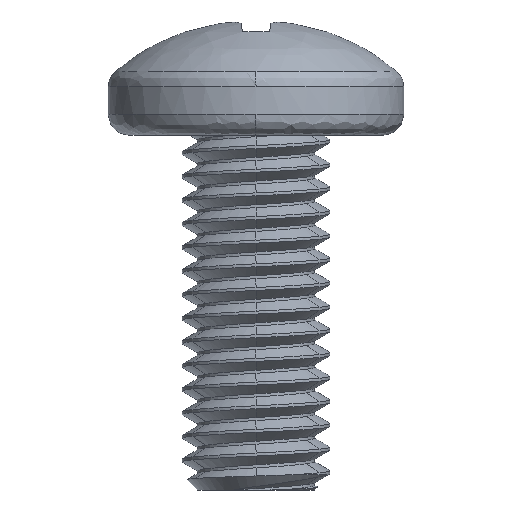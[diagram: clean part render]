
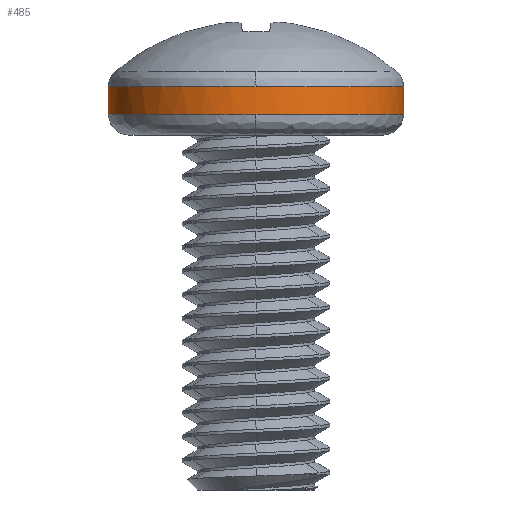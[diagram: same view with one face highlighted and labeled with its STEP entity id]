
A CAD part, front view. The second image highlights one B-rep face of the part: STEP entity #485.
In plain terms, the highlighted cylindrical face has radius 5 mm (diameter 10 mm), a partial arc.
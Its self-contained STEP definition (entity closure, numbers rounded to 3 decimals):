
#162=AXIS2_PLACEMENT_3D('Cylinder Axis2P3D',#159,#160,#161) ;
#474=AXIS2_PLACEMENT_3D('Circle Axis2P3D',#472,#473,$) ;
#53=CARTESIAN_POINT('Vertex',(-5.,0.,12.702)) ;
#135=CARTESIAN_POINT('Vertex',(0.,-5.,12.702)) ;
#139=CARTESIAN_POINT('Control Point',(-5.,0.,12.702)) ;
#140=CARTESIAN_POINT('Control Point',(-5.,-3.333,12.702)) ;
#141=CARTESIAN_POINT('Control Point',(-2.5,-5.,12.702)) ;
#142=CARTESIAN_POINT('Control Point',(0.,-5.,12.702)) ;
#159=CARTESIAN_POINT('Axis2P3D Location',(0.,0.,0.)) ;
#168=CARTESIAN_POINT('Vertex',(-5.,0.,13.633)) ;
#177=CARTESIAN_POINT('Vertex',(5.,0.,13.633)) ;
#180=CARTESIAN_POINT('Line Origine',(5.,0.,0.)) ;
#184=CARTESIAN_POINT('Vertex',(5.,0.,12.702)) ;
#192=CARTESIAN_POINT('Line Origine',(-5.,0.,0.)) ;
#224=CARTESIAN_POINT('Control Point',(0.,-5.,12.702)) ;
#225=CARTESIAN_POINT('Control Point',(2.5,-5.,12.702)) ;
#226=CARTESIAN_POINT('Control Point',(5.,-3.333,12.702)) ;
#227=CARTESIAN_POINT('Control Point',(5.,0.,12.702)) ;
#463=CARTESIAN_POINT('Control Point',(5.,0.,13.633)) ;
#464=CARTESIAN_POINT('Control Point',(5.,-1.571,13.633)) ;
#465=CARTESIAN_POINT('Control Point',(4.385,-3.143,13.633)) ;
#466=CARTESIAN_POINT('Control Point',(3.143,-4.385,13.633)) ;
#467=CARTESIAN_POINT('Control Point',(1.571,-5.,13.633)) ;
#468=CARTESIAN_POINT('Control Point',(0.,-5.,13.633)) ;
#469=CARTESIAN_POINT('Vertex',(0.,-5.,13.633)) ;
#472=CARTESIAN_POINT('Axis2P3D Location',(0.,0.,13.633)) ;
#160=DIRECTION('Axis2P3D Direction',(-0.,0.,-1.)) ;
#161=DIRECTION('Axis2P3D XDirection',(-1.,0.,0.)) ;
#181=DIRECTION('Vector Direction',(0.,0.,-1.)) ;
#193=DIRECTION('Vector Direction',(0.,0.,-1.)) ;
#473=DIRECTION('Axis2P3D Direction',(-0.,0.,-1.)) ;
#182=VECTOR('Line Direction',#181,1.) ;
#194=VECTOR('Line Direction',#193,1.) ;
#478=ORIENTED_EDGE('',*,*,#186,.F.) ;
#479=ORIENTED_EDGE('',*,*,#471,.T.) ;
#480=ORIENTED_EDGE('',*,*,#476,.T.) ;
#481=ORIENTED_EDGE('',*,*,#196,.T.) ;
#482=ORIENTED_EDGE('',*,*,#143,.F.) ;
#483=ORIENTED_EDGE('',*,*,#228,.F.) ;
#485=ADVANCED_FACE('Split Line1',(#484),#163,.T.) ;
#462=B_SPLINE_CURVE_WITH_KNOTS('',5,(#463,#464,#465,#466,#467,#468),.UNSPECIFIED.,.F.,.U.,(6,6),(-3.927,3.927),.UNSPECIFIED.) ;
#475=CIRCLE('generated circle',#474,5.) ;
#163=CYLINDRICAL_SURFACE('generated cylinder',#162,5.) ;
#143=EDGE_CURVE('',#136,#54,#138,.F.) ;
#186=EDGE_CURVE('',#178,#185,#183,.T.) ;
#196=EDGE_CURVE('',#169,#54,#195,.T.) ;
#228=EDGE_CURVE('',#185,#136,#223,.F.) ;
#471=EDGE_CURVE('',#178,#470,#462,.T.) ;
#476=EDGE_CURVE('',#470,#169,#475,.T.) ;
#477=EDGE_LOOP('',(#478,#479,#480,#481,#482,#483)) ;
#484=FACE_OUTER_BOUND('',#477,.T.) ;
#183=LINE('Line',#180,#182) ;
#195=LINE('Line',#192,#194) ;
#54=VERTEX_POINT('',#53) ;
#136=VERTEX_POINT('',#135) ;
#169=VERTEX_POINT('',#168) ;
#178=VERTEX_POINT('',#177) ;
#185=VERTEX_POINT('',#184) ;
#470=VERTEX_POINT('',#469) ;
#138=(BOUNDED_CURVE()B_SPLINE_CURVE(3,(#139,#140,#141,#142),.UNSPECIFIED.,.F.,.U.)B_SPLINE_CURVE_WITH_KNOTS((4,4),(14.255,28.511),.UNSPECIFIED.)CURVE()GEOMETRIC_REPRESENTATION_ITEM()RATIONAL_B_SPLINE_CURVE((0.5,0.5,0.667,1.))REPRESENTATION_ITEM('')) ;
#223=(BOUNDED_CURVE()B_SPLINE_CURVE(3,(#224,#225,#226,#227),.UNSPECIFIED.,.F.,.U.)B_SPLINE_CURVE_WITH_KNOTS((4,4),(0.,14.255),.UNSPECIFIED.)CURVE()GEOMETRIC_REPRESENTATION_ITEM()RATIONAL_B_SPLINE_CURVE((1.,0.667,0.5,0.5))REPRESENTATION_ITEM('')) ;
